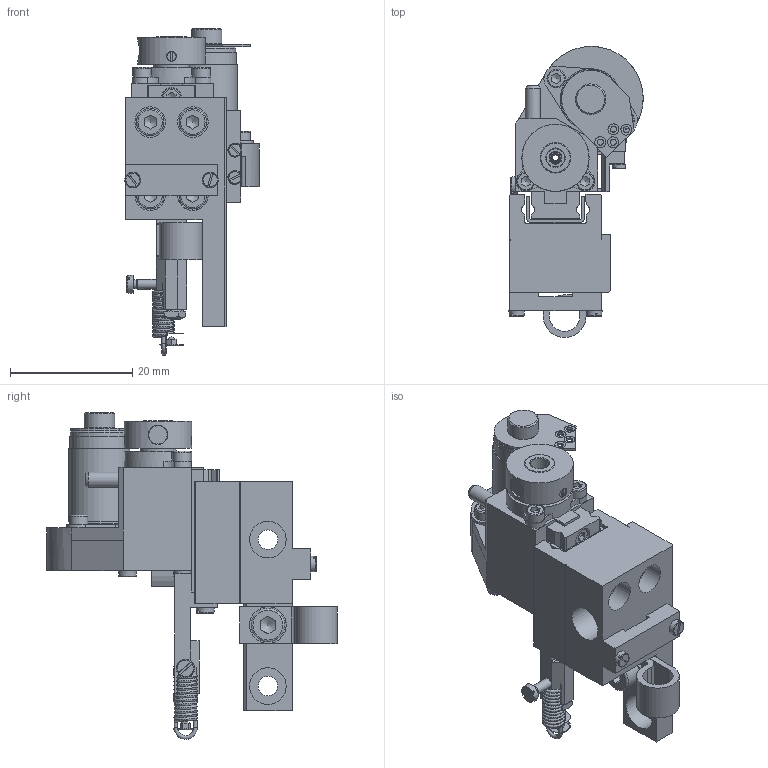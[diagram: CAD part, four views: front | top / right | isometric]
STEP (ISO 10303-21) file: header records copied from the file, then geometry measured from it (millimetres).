
FILE_DESCRIPTION(/* description */ (''),/* implementation_level */ '2;1');
FILE_NAME(/* name */ 'model_product_id76.stp',/* time_stamp */ '2016-08-05T19:08:57+02:00',/* author */ ('SD'),/* organization */ ('Micromotion GmbH Germany'),/* preprocessor_version */ 'ST-DEVELOPER v16.1',/* originating_system */ 'Autodesk Inventor 2016',/* authorisation */ '');
FILE_SCHEMA (('AUTOMOTIVE_DESIGN { 1 0 10303 214 3 1 1 }'));
Length unit declared in the file: millimetre
Products named in the file (1): ToolHolder (Baugruppe RBT)_Shrinkwrap_1
Bounding box: 22.02 x 47.68 x 53.56 mm (x, y, z)
Volume: 5059.9 mm3; surface area: 10787 mm2
Topology: 5 solids, 6 shells, 738 faces, 1899 edges, 1217 vertices
Faces by surface type: plane 403, cylinder 185, cone 76, torus 38, bspline 35, sphere 1
Full cylindrical faces by diameter (mm): 0.8 x1, 0.929 x1, 1 x9, 1.065 x2, 1.2 x3, 1.221 x2, 1.411 x1, 1.5 x5, 1.567 x5, 1.6 x3, 1.7 x1, 1.8 x5, 1.9 x5, 2 x3, 2.013 x4, 2.1 x1, 2.3 x1, 2.459 x1, 2.5 x3, 2.6 x1, 3 x9, 3.2 x4, 3.3 x2, 3.4 x2, 3.7 x1, 3.8 x1, 4 x1, 4.5 x4, 4.6 x2, 4.8 x1
Entity records: 27063 total; most frequent: CARTESIAN_POINT 10517, DIRECTION 3075, ORIENTED_EDGE 3050, EDGE_CURVE 1525, AXIS2_PLACEMENT_3D 1175, VERTEX_POINT 1095, EDGE_LOOP 1057, LINE 725
